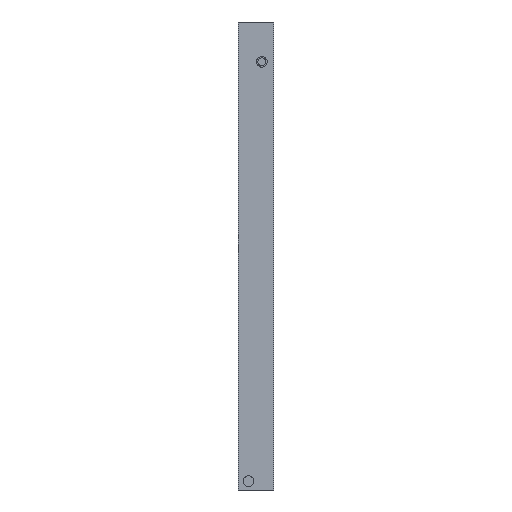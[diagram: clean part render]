
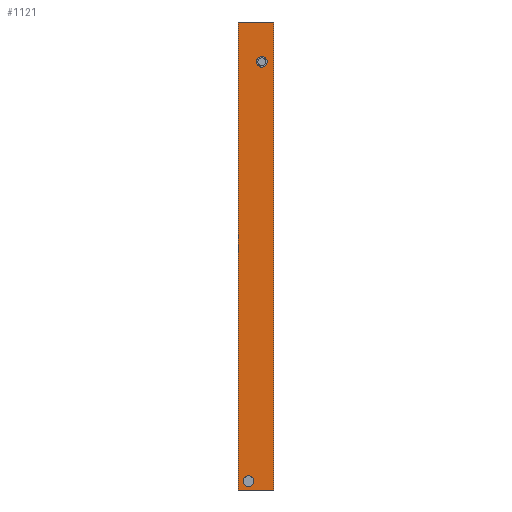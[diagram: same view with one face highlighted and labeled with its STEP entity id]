
A CAD part, left-side view. The second image highlights one B-rep face of the part: STEP entity #1121.
In plain terms, the highlighted planar face has unit normal (-1, 0, 0).
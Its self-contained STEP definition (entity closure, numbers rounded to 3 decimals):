
#66 = DIRECTION ( 'NONE',  ( 0., 0., -1. ) ) ;
#70 = VECTOR ( 'NONE', #2325, 1000. ) ;
#102 = CARTESIAN_POINT ( 'NONE',  ( -100., 15., -100. ) ) ;
#133 = CARTESIAN_POINT ( 'NONE',  ( -100., 15., 100. ) ) ;
#141 = EDGE_CURVE ( 'NONE', #2038, #855, #2393, .T. ) ;
#150 = VERTEX_POINT ( 'NONE', #133 ) ;
#183 = LINE ( 'NONE', #933, #1452 ) ;
#195 = VECTOR ( 'NONE', #2012, 1000. ) ;
#211 = CARTESIAN_POINT ( 'NONE',  ( -100., 5., 80.7 ) ) ;
#248 = CARTESIAN_POINT ( 'NONE',  ( -100., 5., 85.3 ) ) ;
#373 = DIRECTION ( 'NONE',  ( 0., 0., -1. ) ) ;
#391 = ORIENTED_EDGE ( 'NONE', *, *, #2317, .T. ) ;
#420 = EDGE_CURVE ( 'NONE', #1790, #2404, #1940, .T. ) ;
#451 = EDGE_CURVE ( 'NONE', #556, #2038, #2113, .T. ) ;
#454 = DIRECTION ( 'NONE',  ( 1., 0., 0. ) ) ;
#462 = FACE_BOUND ( 'NONE', #1536, .T. ) ;
#498 = CARTESIAN_POINT ( 'NONE',  ( -100., 15., -100. ) ) ;
#556 = VERTEX_POINT ( 'NONE', #102 ) ;
#577 = CARTESIAN_POINT ( 'NONE',  ( -100., 5., 83. ) ) ;
#605 = ORIENTED_EDGE ( 'NONE', *, *, #1735, .T. ) ;
#654 = CIRCLE ( 'NONE', #828, 2.3 ) ;
#662 = EDGE_CURVE ( 'NONE', #556, #150, #183, .T. ) ;
#783 = AXIS2_PLACEMENT_3D ( 'NONE', #1582, #1575, #1966 ) ;
#828 = AXIS2_PLACEMENT_3D ( 'NONE', #1839, #1133, #1851 ) ;
#845 = ORIENTED_EDGE ( 'NONE', *, *, #662, .F. ) ;
#847 = CARTESIAN_POINT ( 'NONE',  ( -100., 15., 100. ) ) ;
#849 = CARTESIAN_POINT ( 'NONE',  ( -100., 10.714, -93.95 ) ) ;
#855 = VERTEX_POINT ( 'NONE', #1244 ) ;
#925 = ORIENTED_EDGE ( 'NONE', *, *, #420, .T. ) ;
#933 = CARTESIAN_POINT ( 'NONE',  ( -100., 15., 100. ) ) ;
#990 = DIRECTION ( 'NONE',  ( 1., 0., 0. ) ) ;
#1046 = FACE_OUTER_BOUND ( 'NONE', #1687, .T. ) ;
#1054 = CARTESIAN_POINT ( 'NONE',  ( -100., 0., 100. ) ) ;
#1084 = ORIENTED_EDGE ( 'NONE', *, *, #451, .T. ) ;
#1107 = ORIENTED_EDGE ( 'NONE', *, *, #1739, .T. ) ;
#1121 = ADVANCED_FACE ( 'NONE', ( #462, #1880, #1046 ), #1219, .F. ) ;
#1133 = DIRECTION ( 'NONE',  ( 1., 0., 0. ) ) ;
#1172 = CARTESIAN_POINT ( 'NONE',  ( -100., 10.714, -96.25 ) ) ;
#1184 = VECTOR ( 'NONE', #1432, 1000. ) ;
#1219 = PLANE ( 'NONE',  #1498 ) ;
#1244 = CARTESIAN_POINT ( 'NONE',  ( -100., 0., 100. ) ) ;
#1308 = CARTESIAN_POINT ( 'NONE',  ( -100., 0., -100. ) ) ;
#1383 = CIRCLE ( 'NONE', #1779, 2.3 ) ;
#1395 = EDGE_LOOP ( 'NONE', ( #1107, #925 ) ) ;
#1432 = DIRECTION ( 'NONE',  ( 0., 0., 1. ) ) ;
#1452 = VECTOR ( 'NONE', #1667, 1000. ) ;
#1457 = CIRCLE ( 'NONE', #783, 2.3 ) ;
#1498 = AXIS2_PLACEMENT_3D ( 'NONE', #847, #454, #66 ) ;
#1536 = EDGE_LOOP ( 'NONE', ( #605, #391 ) ) ;
#1543 = DIRECTION ( 'NONE',  ( 0., 0., -1. ) ) ;
#1555 = CARTESIAN_POINT ( 'NONE',  ( -100., 10.714, -98.55 ) ) ;
#1575 = DIRECTION ( 'NONE',  ( 1., 0., 0. ) ) ;
#1582 = CARTESIAN_POINT ( 'NONE',  ( -100., 5., 83. ) ) ;
#1641 = DIRECTION ( 'NONE',  ( 1., 0., 0. ) ) ;
#1667 = DIRECTION ( 'NONE',  ( 0., 0., 1. ) ) ;
#1687 = EDGE_LOOP ( 'NONE', ( #2418, #2353, #845, #1084 ) ) ;
#1735 = EDGE_CURVE ( 'NONE', #2203, #2151, #1383, .T. ) ;
#1739 = EDGE_CURVE ( 'NONE', #2404, #1790, #654, .T. ) ;
#1779 = AXIS2_PLACEMENT_3D ( 'NONE', #577, #1641, #373 ) ;
#1790 = VERTEX_POINT ( 'NONE', #1555 ) ;
#1839 = CARTESIAN_POINT ( 'NONE',  ( -100., 10.714, -96.25 ) ) ;
#1851 = DIRECTION ( 'NONE',  ( 0., 0., -1. ) ) ;
#1864 = CARTESIAN_POINT ( 'NONE',  ( -100., 15., 100. ) ) ;
#1880 = FACE_BOUND ( 'NONE', #1395, .T. ) ;
#1940 = CIRCLE ( 'NONE', #2173, 2.3 ) ;
#1966 = DIRECTION ( 'NONE',  ( 0., 0., -1. ) ) ;
#2012 = DIRECTION ( 'NONE',  ( 0., -1., 0. ) ) ;
#2026 = LINE ( 'NONE', #1864, #195 ) ;
#2038 = VERTEX_POINT ( 'NONE', #1308 ) ;
#2112 = EDGE_CURVE ( 'NONE', #150, #855, #2026, .T. ) ;
#2113 = LINE ( 'NONE', #498, #70 ) ;
#2151 = VERTEX_POINT ( 'NONE', #211 ) ;
#2173 = AXIS2_PLACEMENT_3D ( 'NONE', #1172, #990, #1543 ) ;
#2203 = VERTEX_POINT ( 'NONE', #248 ) ;
#2317 = EDGE_CURVE ( 'NONE', #2151, #2203, #1457, .T. ) ;
#2325 = DIRECTION ( 'NONE',  ( 0., -1., 0. ) ) ;
#2353 = ORIENTED_EDGE ( 'NONE', *, *, #2112, .F. ) ;
#2393 = LINE ( 'NONE', #1054, #1184 ) ;
#2404 = VERTEX_POINT ( 'NONE', #849 ) ;
#2418 = ORIENTED_EDGE ( 'NONE', *, *, #141, .T. ) ;
